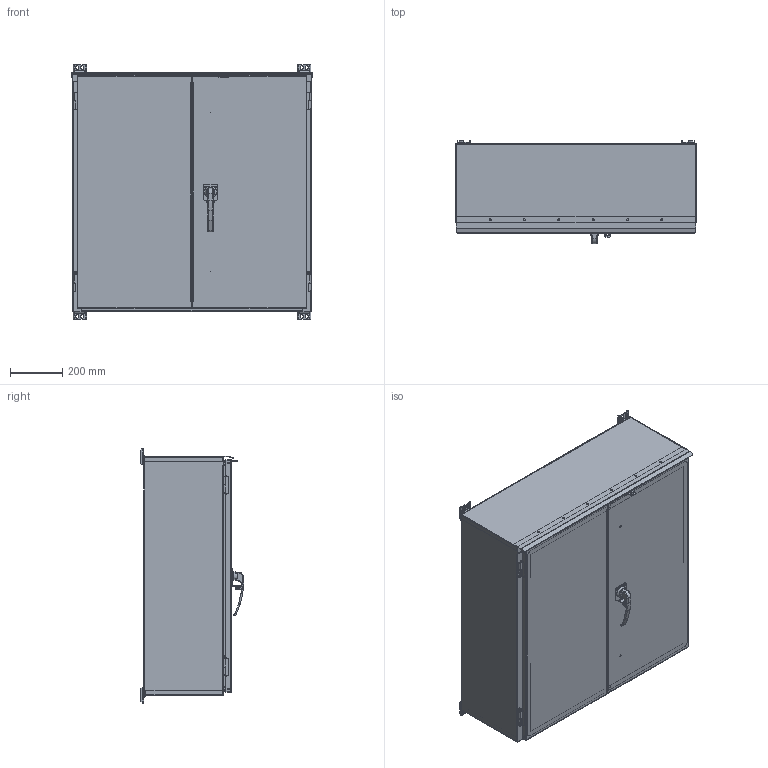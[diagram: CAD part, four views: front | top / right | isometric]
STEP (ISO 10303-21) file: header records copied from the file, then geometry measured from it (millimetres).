
FILE_DESCRIPTION(/* description */ ('Unknown'),/* implementation_level */ '2;1');
FILE_NAME(/* name */ 'BJT363612HQ',/* time_stamp */ '2018-07-26T15:10:39-04:00',/* author */ ('Unknown'),/* organization */ ('Unknown'),/* preprocessor_version */ 'ST-DEVELOPER v16.7',/* originating_system */ 'DEX',/* authorisation */ $);
FILE_SCHEMA (('AUTOMOTIVE_DESIGN {1 0 10303 214 3 1 1}'));
Length unit declared in the file: millimetre
Products named in the file (36): BJT363612HQ-A8F3; BJT363612HQ_BOITIER; BJT363612HQ-B; BJT363612HQ-EB; Penture HD Inox - DROITE_boitier; Penture HD Inox - GAUCHE_boitier; PATTE-RD; PATTE R; FW_0.3750; 3-8-16 x .750; 0.375 DIA; METAL; CAOUTCHOUC; HN_0.3750; BJT363612HQ-LH; PATTE-R; BJT363612HQ-EH; BJT363612HQ-PL; BJT363612HQ_PORTE_GAUCHE; BJT363612HQ-PG; Penture HD Inox - GAUCHE_porte; GASKET-BJT363612HQ; HD_STRIP-BJT363612HQHD; GASKET-HDSTRIP_BJT363612HQ; BJT363612HQ_PORTE_DROITE; BJT363612HQ-PD-A8F3; Penture HD Inox - DROITE_porte; 0.250-20 x 1.500 AC_CD 201-008-810; BJT363612HQ_ROD-SYST-3PTS_PD; A8K-01; A8K-02; CAME A10F ET A8F; BJT363612HQ_ROD-SYST-3PTS; ROD-SYS-3PTS-BJT363612HQ; ROND-SYS-3PTS-STD; 10-32 x 0.312-FENTE-carré
Assembly tree (50 placements, depth 5):
  BJT363612HQ-A8F3
    BJT363612HQ_BOITIER
      BJT363612HQ-B
      BJT363612HQ-EB
      Penture HD Inox - DROITE_boitier  x2
      Penture HD Inox - GAUCHE_boitier  x2
      PATTE-RD  x2
        PATTE R
        FW_0.3750
        3-8-16 x .750
        0.375 DIA
          METAL
          CAOUTCHOUC
        HN_0.3750
      BJT363612HQ-LH
      PATTE-R  x2
        PATTE R
        FW_0.3750
        3-8-16 x .750
        0.375 DIA
          METAL
          CAOUTCHOUC
        HN_0.3750
      BJT363612HQ-EH
      BJT363612HQ-PL
    BJT363612HQ_PORTE_GAUCHE
      BJT363612HQ-PG
      Penture HD Inox - GAUCHE_porte  x2
      GASKET-BJT363612HQ
      HD_STRIP-BJT363612HQHD
      GASKET-HDSTRIP_BJT363612HQ
    BJT363612HQ_PORTE_DROITE
      BJT363612HQ-PD-A8F3
      Penture HD Inox - DROITE_porte  x2
      0.250-20 x 1.500 AC_CD 201-008-810  x2
      BJT363612HQ_ROD-SYST-3PTS_PD
        A8K-01
        A8K-02
        CAME A10F ET A8F
        BJT363612HQ_ROD-SYST-3PTS  x2
          ROD-SYS-3PTS-BJT363612HQ
          ROND-SYS-3PTS-STD
      GASKET-BJT363612HQ
    10-32 x 0.312-FENTE-carré  x2
Bounding box: 919 x 394.67 x 971.96 mm (x, y, z)
Volume: 6685175.2 mm3; surface area: 6785393.2 mm2
Topology: 54 solids, 54 shells, 1207 faces, 2963 edges, 1893 vertices
Faces by surface type: plane 752, cylinder 341, cone 58, bspline 34, torus 18, sphere 4
Full cylindrical faces by diameter (mm): 0.508 x2, 3.023 x4, 3.162 x16, 3.175 x22, 4.318 x4, 4.394 x2, 4.775 x4, 4.801 x2, 5.105 x9, 6.35 x4, 6.378 x3, 7.137 x4, 7.798 x2, 7.925 x8, 8.712 x2, 9.017 x4, 9.525 x8, 10.312 x4, 10.541 x4, 10.871 x2, 11.1 x1, 11.582 x8, 12.7 x6, 15.875 x2, 20.625 x4, 23.8 x1, 25.121 x2
Entity records: 25982 total; most frequent: CARTESIAN_POINT 6085, DIRECTION 3912, ORIENTED_EDGE 3628, EDGE_CURVE 1814, AXIS2_PLACEMENT_3D 1353, LINE 1206, VECTOR 1206, VERTEX_POINT 1204
